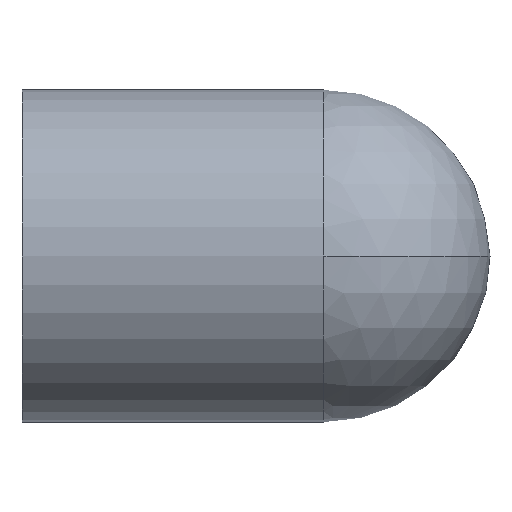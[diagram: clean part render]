
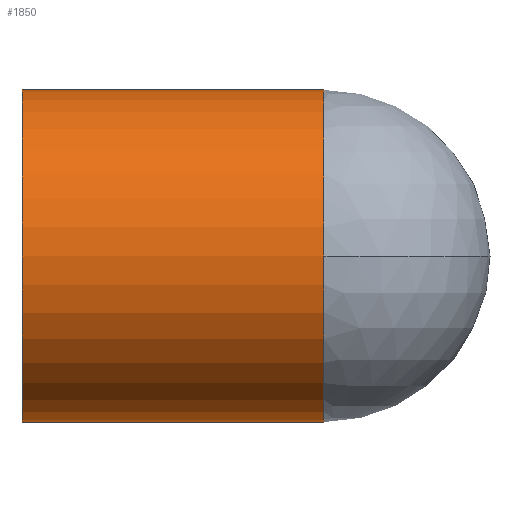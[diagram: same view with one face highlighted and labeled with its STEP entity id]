
A CAD part, left-side view. The second image highlights one B-rep face of the part: STEP entity #1850.
In plain terms, the highlighted cylindrical face has radius 110 mm (diameter 220 mm), a partial arc.
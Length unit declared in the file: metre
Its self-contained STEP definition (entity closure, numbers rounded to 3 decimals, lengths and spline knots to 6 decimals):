
#47 = CYLINDRICAL_SURFACE ( 'NONE', #721, 0.11 ) ;
#73 = CARTESIAN_POINT ( 'NONE',  ( 0., 0.3, 0.11 ) ) ;
#83 = CARTESIAN_POINT ( 'NONE',  ( 0., 0.3, -0.11 ) ) ;
#94 = CARTESIAN_POINT ( 'NONE',  ( 0., 0.3, 0. ) ) ;
#322 = DIRECTION ( 'NONE',  ( 0., -1., 0. ) ) ;
#336 = EDGE_CURVE ( 'NONE', #2082, #1948, #2266, .T. ) ;
#484 = DIRECTION ( 'NONE',  ( 0., -1., 0. ) ) ;
#489 = VERTEX_POINT ( 'NONE', #73 ) ;
#585 = CARTESIAN_POINT ( 'NONE',  ( 0., 0., 0. ) ) ;
#614 = CARTESIAN_POINT ( 'NONE',  ( 0., 0.1, 0. ) ) ;
#649 = AXIS2_PLACEMENT_3D ( 'NONE', #614, #1552, #1507 ) ;
#658 = DIRECTION ( 'NONE',  ( 0., 0., -1. ) ) ;
#707 = ORIENTED_EDGE ( 'NONE', *, *, #711, .F. ) ;
#711 = EDGE_CURVE ( 'NONE', #489, #999, #1770, .T. ) ;
#721 = AXIS2_PLACEMENT_3D ( 'NONE', #585, #763, #1638 ) ;
#736 = FACE_OUTER_BOUND ( 'NONE', #1229, .T. ) ;
#763 = DIRECTION ( 'NONE',  ( 0., -1., 0. ) ) ;
#770 = ORIENTED_EDGE ( 'NONE', *, *, #1108, .T. ) ;
#820 = CARTESIAN_POINT ( 'NONE',  ( 0., 0., -0.11 ) ) ;
#974 = VERTEX_POINT ( 'NONE', #83 ) ;
#999 = VERTEX_POINT ( 'NONE', #2232 ) ;
#1059 = CIRCLE ( 'NONE', #1759, 0.11 ) ;
#1089 = EDGE_CURVE ( 'NONE', #489, #974, #1059, .T. ) ;
#1108 = EDGE_CURVE ( 'NONE', #974, #1948, #1380, .T. ) ;
#1223 = CARTESIAN_POINT ( 'NONE',  ( 0., 0.1, 0. ) ) ;
#1229 = EDGE_LOOP ( 'NONE', ( #707, #1607, #770, #1236, #1727 ) ) ;
#1236 = ORIENTED_EDGE ( 'NONE', *, *, #336, .F. ) ;
#1380 = LINE ( 'NONE', #820, #1841 ) ;
#1507 = DIRECTION ( 'NONE',  ( 0., 0., -1. ) ) ;
#1533 = EDGE_CURVE ( 'NONE', #999, #2082, #2220, .T. ) ;
#1549 = DIRECTION ( 'NONE',  ( 0., -1., 0. ) ) ;
#1552 = DIRECTION ( 'NONE',  ( 0., -1., 0. ) ) ;
#1559 = AXIS2_PLACEMENT_3D ( 'NONE', #1223, #1549, #658 ) ;
#1580 = VECTOR ( 'NONE', #322, 1. ) ;
#1607 = ORIENTED_EDGE ( 'NONE', *, *, #1089, .T. ) ;
#1638 = DIRECTION ( 'NONE',  ( 0., 0., -1. ) ) ;
#1727 = ORIENTED_EDGE ( 'NONE', *, *, #1533, .F. ) ;
#1759 = AXIS2_PLACEMENT_3D ( 'NONE', #94, #484, #2265 ) ;
#1770 = LINE ( 'NONE', #1929, #1580 ) ;
#1822 = CARTESIAN_POINT ( 'NONE',  ( 0., 0.1, -0.11 ) ) ;
#1841 = VECTOR ( 'NONE', #1914, 1. ) ;
#1850 = ADVANCED_FACE ( 'NONE', ( #736 ), #47, .T. ) ;
#1914 = DIRECTION ( 'NONE',  ( 0., -1., 0. ) ) ;
#1929 = CARTESIAN_POINT ( 'NONE',  ( 0., 0., 0.11 ) ) ;
#1948 = VERTEX_POINT ( 'NONE', #1822 ) ;
#2082 = VERTEX_POINT ( 'NONE', #2196 ) ;
#2196 = CARTESIAN_POINT ( 'NONE',  ( -0.11, 0.1, 0. ) ) ;
#2220 = CIRCLE ( 'NONE', #649, 0.11 ) ;
#2232 = CARTESIAN_POINT ( 'NONE',  ( 0., 0.1, 0.11 ) ) ;
#2265 = DIRECTION ( 'NONE',  ( 0., 0., -1. ) ) ;
#2266 = CIRCLE ( 'NONE', #1559, 0.11 ) ;
